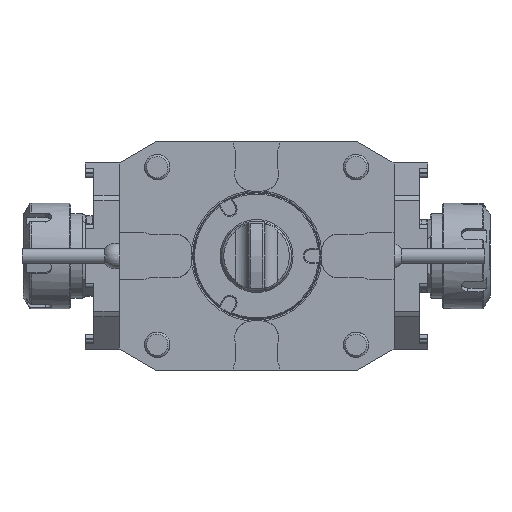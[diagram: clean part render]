
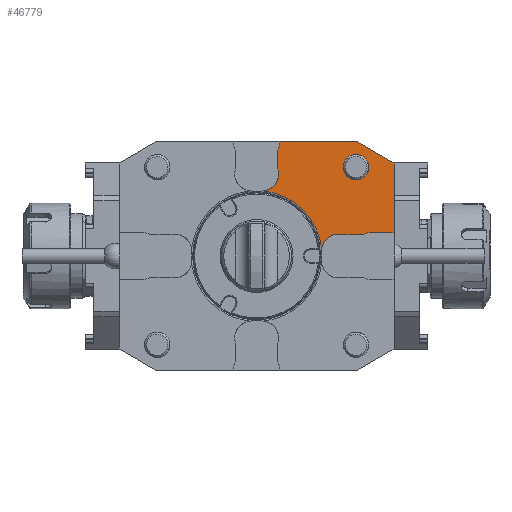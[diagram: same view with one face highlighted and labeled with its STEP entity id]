
A CAD part, front view. The second image highlights one B-rep face of the part: STEP entity #46779.
In plain terms, the highlighted planar face has unit normal (0, -1, 0).
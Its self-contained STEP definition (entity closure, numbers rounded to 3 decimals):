
#612 = LINE ( 'NONE', #26095, #38782 ) ;
#691 = EDGE_CURVE ( 'NONE', #19608, #38250, #1790, .T. ) ;
#914 = CIRCLE ( 'NONE', #14862, 8. ) ;
#1790 = LINE ( 'NONE', #38634, #11852 ) ;
#2185 = VERTEX_POINT ( 'NONE', #39318 ) ;
#2474 = DIRECTION ( 'NONE',  ( 0., 0., 1. ) ) ;
#2640 = VERTEX_POINT ( 'NONE', #2670 ) ;
#2670 = CARTESIAN_POINT ( 'NONE',  ( 10., 43., 41.248 ) ) ;
#2893 = DIRECTION ( 'NONE',  ( 0., 0., -1. ) ) ;
#2895 = VECTOR ( 'NONE', #29630, 1000. ) ;
#2947 = VERTEX_POINT ( 'NONE', #34569 ) ;
#2966 = CARTESIAN_POINT ( 'NONE',  ( -65., 43., 54. ) ) ;
#3070 = EDGE_CURVE ( 'NONE', #19608, #26223, #914, .T. ) ;
#3802 = EDGE_CURVE ( 'NONE', #2640, #20201, #17895, .T. ) ;
#3840 = VERTEX_POINT ( 'NONE', #19171 ) ;
#3901 = DIRECTION ( 'NONE',  ( 0., 1., 0. ) ) ;
#4106 = EDGE_CURVE ( 'NONE', #3840, #26223, #612, .T. ) ;
#6244 = DIRECTION ( 'NONE',  ( -0.866, 0., 0.5 ) ) ;
#6517 = ORIENTED_EDGE ( 'NONE', *, *, #46109, .F. ) ;
#7758 = DIRECTION ( 'NONE',  ( 0., 0., 1. ) ) ;
#8142 = DIRECTION ( 'NONE',  ( 1., 0., 0. ) ) ;
#8281 = VERTEX_POINT ( 'NONE', #33974 ) ;
#8562 = DIRECTION ( 'NONE',  ( 0., 1., 0. ) ) ;
#9247 = LINE ( 'NONE', #27465, #20285 ) ;
#9447 = VERTEX_POINT ( 'NONE', #24840 ) ;
#10152 = CIRCLE ( 'NONE', #14032, 8. ) ;
#10794 = DIRECTION ( 'NONE',  ( 0., 0., 1. ) ) ;
#11214 = AXIS2_PLACEMENT_3D ( 'NONE', #24753, #46540, #2474 ) ;
#11852 = VECTOR ( 'NONE', #35006, 1000. ) ;
#12115 = ORIENTED_EDGE ( 'NONE', *, *, #691, .T. ) ;
#13248 = EDGE_CURVE ( 'NONE', #2185, #9447, #10152, .T. ) ;
#13420 = EDGE_CURVE ( 'NONE', #3840, #33095, #25661, .T. ) ;
#13795 = EDGE_CURVE ( 'NONE', #2640, #9447, #9247, .T. ) ;
#14032 = AXIS2_PLACEMENT_3D ( 'NONE', #35915, #39791, #17508 ) ;
#14862 = AXIS2_PLACEMENT_3D ( 'NONE', #25735, #29861, #32785 ) ;
#15382 = EDGE_LOOP ( 'NONE', ( #25412, #27079, #6517, #32417, #34699, #27873, #45012, #46708, #30030, #35385, #12115 ) ) ;
#16246 = AXIS2_PLACEMENT_3D ( 'NONE', #44229, #25353, #10794 ) ;
#16923 = CARTESIAN_POINT ( 'NONE',  ( 134.603, 43., 3.815 ) ) ;
#17508 = DIRECTION ( 'NONE',  ( 0., 0., 1. ) ) ;
#17895 = CIRCLE ( 'NONE', #24079, 8. ) ;
#18071 = FACE_BOUND ( 'NONE', #30668, .T. ) ;
#18437 = VECTOR ( 'NONE', #39165, 1000. ) ;
#19171 = CARTESIAN_POINT ( 'NONE',  ( 41.248, 43., 10. ) ) ;
#19608 = VERTEX_POINT ( 'NONE', #23052 ) ;
#20201 = VERTEX_POINT ( 'NONE', #23232 ) ;
#20285 = VECTOR ( 'NONE', #24056, 1000. ) ;
#22763 = VECTOR ( 'NONE', #6244, 1000. ) ;
#23052 = CARTESIAN_POINT ( 'NONE',  ( 54., 43., 11. ) ) ;
#23232 = CARTESIAN_POINT ( 'NONE',  ( 3.166, 43., 30.787 ) ) ;
#24056 = DIRECTION ( 'NONE',  ( 0., 0., 1. ) ) ;
#24079 = AXIS2_PLACEMENT_3D ( 'NONE', #26428, #3901, #7758 ) ;
#24231 = CARTESIAN_POINT ( 'NONE',  ( 38.75, 43., 2.4 ) ) ;
#24753 = CARTESIAN_POINT ( 'NONE',  ( 47., 43., 42. ) ) ;
#24840 = CARTESIAN_POINT ( 'NONE',  ( 10., 43., 50.127 ) ) ;
#25353 = DIRECTION ( 'NONE',  ( 0., 1., 0. ) ) ;
#25412 = ORIENTED_EDGE ( 'NONE', *, *, #45695, .F. ) ;
#25446 = ORIENTED_EDGE ( 'NONE', *, *, #33496, .T. ) ;
#25661 = CIRCLE ( 'NONE', #26411, 8. ) ;
#25735 = CARTESIAN_POINT ( 'NONE',  ( 54., 43., 3. ) ) ;
#26095 = CARTESIAN_POINT ( 'NONE',  ( 41.248, 43., 10. ) ) ;
#26142 = AXIS2_PLACEMENT_3D ( 'NONE', #46104, #8562, #37894 ) ;
#26223 = VERTEX_POINT ( 'NONE', #35764 ) ;
#26411 = AXIS2_PLACEMENT_3D ( 'NONE', #24231, #28102, #2893 ) ;
#26428 = CARTESIAN_POINT ( 'NONE',  ( 2.4, 43., 38.75 ) ) ;
#27079 = ORIENTED_EDGE ( 'NONE', *, *, #29994, .T. ) ;
#27465 = CARTESIAN_POINT ( 'NONE',  ( 10., 43., 41.248 ) ) ;
#27873 = ORIENTED_EDGE ( 'NONE', *, *, #3802, .T. ) ;
#28102 = DIRECTION ( 'NONE',  ( 0., -1., 0. ) ) ;
#28734 = LINE ( 'NONE', #43007, #18437 ) ;
#29630 = DIRECTION ( 'NONE',  ( 1., 0., 0. ) ) ;
#29861 = DIRECTION ( 'NONE',  ( 0., -1., 0. ) ) ;
#29994 = EDGE_CURVE ( 'NONE', #2947, #45710, #39444, .T. ) ;
#30030 = ORIENTED_EDGE ( 'NONE', *, *, #4106, .T. ) ;
#30668 = EDGE_LOOP ( 'NONE', ( #25446 ) ) ;
#32146 = CIRCLE ( 'NONE', #11214, 6. ) ;
#32417 = ORIENTED_EDGE ( 'NONE', *, *, #13248, .T. ) ;
#32638 = CIRCLE ( 'NONE', #16246, 30.949 ) ;
#32785 = DIRECTION ( 'NONE',  ( 0., 0., -1. ) ) ;
#32792 = LINE ( 'NONE', #2966, #2895 ) ;
#32865 = FACE_OUTER_BOUND ( 'NONE', #15382, .T. ) ;
#33095 = VERTEX_POINT ( 'NONE', #46135 ) ;
#33496 = EDGE_CURVE ( 'NONE', #8281, #8281, #32146, .T. ) ;
#33974 = CARTESIAN_POINT ( 'NONE',  ( 47., 43., 48. ) ) ;
#34569 = CARTESIAN_POINT ( 'NONE',  ( 65., 43., 44. ) ) ;
#34699 = ORIENTED_EDGE ( 'NONE', *, *, #13795, .F. ) ;
#35006 = DIRECTION ( 'NONE',  ( 1., 0., 0. ) ) ;
#35086 = CARTESIAN_POINT ( 'NONE',  ( 65., 43., 11. ) ) ;
#35385 = ORIENTED_EDGE ( 'NONE', *, *, #3070, .F. ) ;
#35764 = CARTESIAN_POINT ( 'NONE',  ( 50.127, 43., 10. ) ) ;
#35915 = CARTESIAN_POINT ( 'NONE',  ( 3., 43., 54. ) ) ;
#37521 = EDGE_CURVE ( 'NONE', #20201, #33095, #32638, .T. ) ;
#37894 = DIRECTION ( 'NONE',  ( 0., 0., 1. ) ) ;
#38250 = VERTEX_POINT ( 'NONE', #35086 ) ;
#38634 = CARTESIAN_POINT ( 'NONE',  ( 54., 43., 11. ) ) ;
#38782 = VECTOR ( 'NONE', #8142, 1000. ) ;
#39165 = DIRECTION ( 'NONE',  ( 0., 0., -1. ) ) ;
#39318 = CARTESIAN_POINT ( 'NONE',  ( 11., 43., 54. ) ) ;
#39444 = LINE ( 'NONE', #16923, #22763 ) ;
#39791 = DIRECTION ( 'NONE',  ( 0., 1., 0. ) ) ;
#43007 = CARTESIAN_POINT ( 'NONE',  ( 65., 43., 54. ) ) ;
#44229 = CARTESIAN_POINT ( 'NONE',  ( 0., 43., 0. ) ) ;
#45012 = ORIENTED_EDGE ( 'NONE', *, *, #37521, .T. ) ;
#45395 = PLANE ( 'NONE',  #26142 ) ;
#45695 = EDGE_CURVE ( 'NONE', #2947, #38250, #28734, .T. ) ;
#45710 = VERTEX_POINT ( 'NONE', #46871 ) ;
#46104 = CARTESIAN_POINT ( 'NONE',  ( 132.4, 43., 0. ) ) ;
#46109 = EDGE_CURVE ( 'NONE', #2185, #45710, #32792, .T. ) ;
#46135 = CARTESIAN_POINT ( 'NONE',  ( 30.787, 43., 3.166 ) ) ;
#46540 = DIRECTION ( 'NONE',  ( 0., 1., 0. ) ) ;
#46708 = ORIENTED_EDGE ( 'NONE', *, *, #13420, .F. ) ;
#46779 = ADVANCED_FACE ( 'Defeature completata1_17', ( #18071, #32865 ), #45395, .F. ) ;
#46871 = CARTESIAN_POINT ( 'NONE',  ( 47.679, 43., 54. ) ) ;
